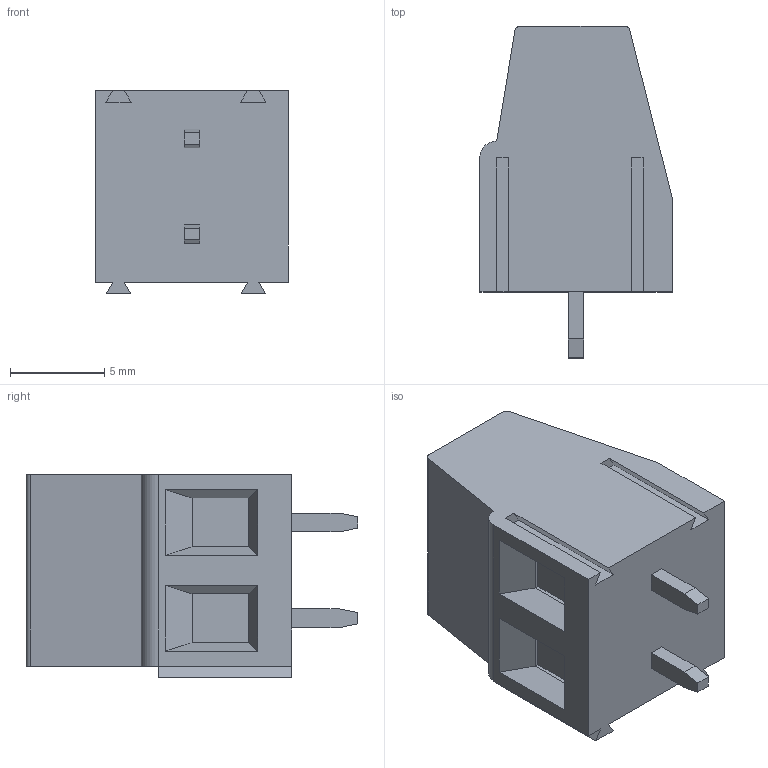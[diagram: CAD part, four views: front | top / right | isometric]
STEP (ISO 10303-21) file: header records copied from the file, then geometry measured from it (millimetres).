
FILE_DESCRIPTION (( 'STEP AP214' ), '1' );
FILE_NAME ('CUI_DEVICES_TB004-508-P02BE.step', '2021-01-15T00:56:42', ( '' ), ( '' ), 'SwSTEP 2.0', 'SolidWorks 2021', '' );
FILE_SCHEMA (( 'AUTOMOTIVE_DESIGN' ));
Length unit declared in the file: millimetre
Products named in the file (2): TB004-508-02P_Blue - P; CUI_DEVICES_TB004-508-P02BE
Assembly tree (1 placements, depth 2):
  CUI_DEVICES_TB004-508-P02BE
    TB004-508-02P_Blue - P
Bounding box: 10.2 x 17.6 x 10.76 mm (x, y, z)
Volume: 1194.7 mm3; surface area: 935.7 mm2
Topology: 3 solids, 3 shells, 117 faces, 295 edges, 188 vertices
Faces by surface type: plane 84, torus 14, cone 12, cylinder 7
Entity records: 4192 total; most frequent: CARTESIAN_POINT 756, ORIENTED_EDGE 590, DIRECTION 583, EDGE_CURVE 295, LINE 217, VECTOR 217, VERTEX_POINT 188, AXIS2_PLACEMENT_3D 183
